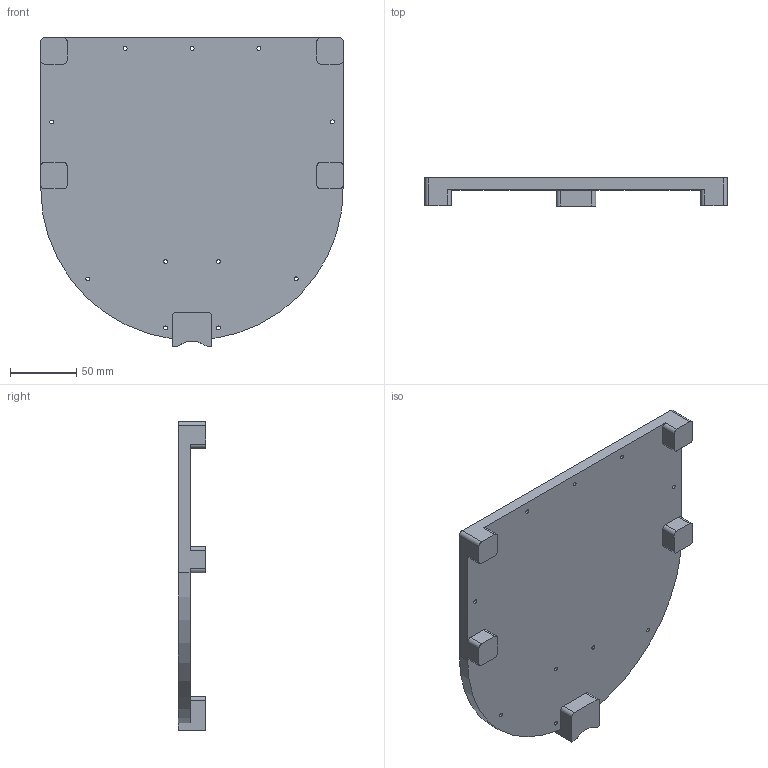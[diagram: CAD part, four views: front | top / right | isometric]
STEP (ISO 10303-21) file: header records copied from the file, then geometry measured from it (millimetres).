
FILE_DESCRIPTION(/* description */ (''),/* implementation_level */ '2;1');
FILE_NAME(/* name */ 'dispenser_bottom.step',/* time_stamp */ '2021-11-26T10:32:13-06:00',/* author */ (''),/* organization */ (''),/* preprocessor_version */ 'ST-DEVELOPER v18.1',/* originating_system */ 'Autodesk Translation Framework v10.10.0.1391',/* authorisation */ '');
FILE_SCHEMA (('AUTOMOTIVE_DESIGN { 1 0 10303 214 3 1 1 }'));
Length unit declared in the file: millimetre
Products named in the file (1): Dispenser
Bounding box: 228.6 x 21 x 233.3 mm (x, y, z)
Volume: 311965.6 mm3; surface area: 108716.5 mm2
Topology: 1 solids, 1 shells, 64 faces, 183 edges, 122 vertices
Faces by surface type: cylinder 32, plane 29, bspline 3
Full cylindrical faces by diameter (mm): 3 x11
Entity records: 2278 total; most frequent: CARTESIAN_POINT 477, ORIENTED_EDGE 366, DIRECTION 366, EDGE_CURVE 183, AXIS2_PLACEMENT_3D 127, VERTEX_POINT 122, LINE 112, VECTOR 112
